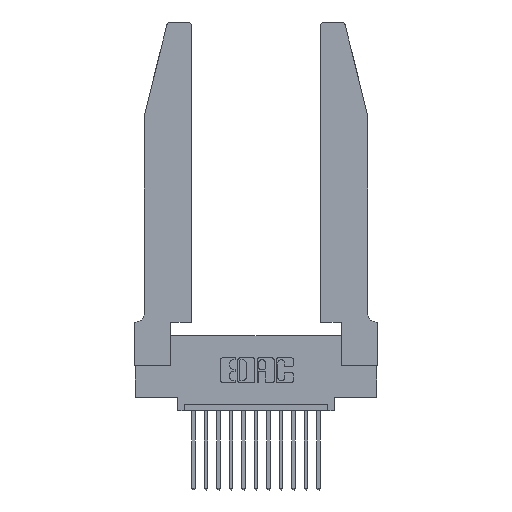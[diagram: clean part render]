
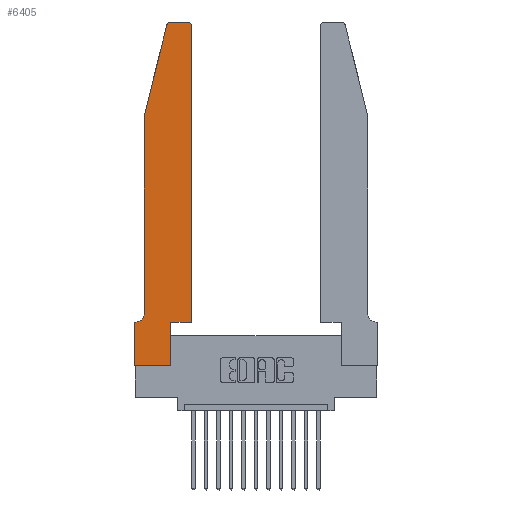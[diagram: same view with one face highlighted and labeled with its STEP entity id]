
A CAD part, top view. The second image highlights one B-rep face of the part: STEP entity #6405.
In plain terms, the highlighted planar face has unit normal (0, 0, 1).
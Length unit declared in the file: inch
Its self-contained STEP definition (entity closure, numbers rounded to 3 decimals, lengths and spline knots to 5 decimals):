
#42 = EDGE_CURVE ( 'NONE', #4646, #14315, #9846, .T. ) ;
#98 = VERTEX_POINT ( 'NONE', #826 ) ;
#210 = AXIS2_PLACEMENT_3D ( 'NONE', #662, #15268, #3232 ) ;
#494 = LINE ( 'NONE', #14750, #7222 ) ;
#662 = CARTESIAN_POINT ( 'NONE',  ( 0.284, 2.72, 0.37 ) ) ;
#826 = CARTESIAN_POINT ( 'NONE',  ( 0.284, 2.75, 0.37 ) ) ;
#1057 = CARTESIAN_POINT ( 'NONE',  ( 0.4205, 2.72, 0.37 ) ) ;
#1128 = EDGE_CURVE ( 'NONE', #14671, #3631, #15402, .T. ) ;
#1313 = ORIENTED_EDGE ( 'NONE', *, *, #8285, .T. ) ;
#1339 = DIRECTION ( 'NONE',  ( 0., 0., 1. ) ) ;
#1474 = VECTOR ( 'NONE', #3156, 39.37008 ) ;
#1612 = VECTOR ( 'NONE', #14441, 39.37008 ) ;
#1793 = AXIS2_PLACEMENT_3D ( 'NONE', #2297, #14092, #3397 ) ;
#2297 = CARTESIAN_POINT ( 'NONE',  ( 0., 0.35, 0.37 ) ) ;
#2618 = EDGE_CURVE ( 'NONE', #3326, #16652, #13665, .T. ) ;
#2711 = CARTESIAN_POINT ( 'NONE',  ( 0.0755, 2., 0.37 ) ) ;
#2991 = ORIENTED_EDGE ( 'NONE', *, *, #42, .T. ) ;
#3086 = ORIENTED_EDGE ( 'NONE', *, *, #13505, .T. ) ;
#3156 = DIRECTION ( 'NONE',  ( -1., 0., 0. ) ) ;
#3232 = DIRECTION ( 'NONE',  ( 1., 0., 0. ) ) ;
#3326 = VERTEX_POINT ( 'NONE', #3617 ) ;
#3385 = LINE ( 'NONE', #4260, #1474 ) ;
#3397 = DIRECTION ( 'NONE',  ( 1., 0., 0. ) ) ;
#3493 = CARTESIAN_POINT ( 'NONE',  ( 0., 0., 0.37 ) ) ;
#3552 = DIRECTION ( 'NONE',  ( 0., -1., 0. ) ) ;
#3578 = VERTEX_POINT ( 'NONE', #12190 ) ;
#3617 = CARTESIAN_POINT ( 'NONE',  ( 0.2865, 0.35, 0.37 ) ) ;
#3631 = VERTEX_POINT ( 'NONE', #13536 ) ;
#3909 = CARTESIAN_POINT ( 'NONE',  ( 0.2865, 0., 0.37 ) ) ;
#3946 = DIRECTION ( 'NONE',  ( 1., 0., 0. ) ) ;
#4260 = CARTESIAN_POINT ( 'NONE',  ( 0.0755, 0.35, 0.37 ) ) ;
#4646 = VERTEX_POINT ( 'NONE', #9947 ) ;
#5161 = CARTESIAN_POINT ( 'NONE',  ( 0., 0., 0.37 ) ) ;
#5465 = ORIENTED_EDGE ( 'NONE', *, *, #16167, .T. ) ;
#5547 = VERTEX_POINT ( 'NONE', #12028 ) ;
#5817 = EDGE_CURVE ( 'NONE', #11014, #3326, #17123, .T. ) ;
#6022 = LINE ( 'NONE', #5161, #1612 ) ;
#6177 = CIRCLE ( 'NONE', #210, 0.03 ) ;
#6405 = ADVANCED_FACE ( 'NONE', ( #16286 ), #8886, .T. ) ;
#6669 = DIRECTION ( 'NONE',  ( -1., 0., 0. ) ) ;
#6705 = ORIENTED_EDGE ( 'NONE', *, *, #12335, .T. ) ;
#6841 = ORIENTED_EDGE ( 'NONE', *, *, #9616, .T. ) ;
#7005 = VECTOR ( 'NONE', #3552, 39.37008 ) ;
#7222 = VECTOR ( 'NONE', #12179, 39.37008 ) ;
#7441 = DIRECTION ( 'NONE',  ( -0.239, -0.971, 0. ) ) ;
#7516 = AXIS2_PLACEMENT_3D ( 'NONE', #9466, #14846, #16146 ) ;
#7847 = ORIENTED_EDGE ( 'NONE', *, *, #5817, .T. ) ;
#8192 = LINE ( 'NONE', #14821, #14525 ) ;
#8285 = EDGE_CURVE ( 'NONE', #16652, #8545, #8192, .T. ) ;
#8545 = VERTEX_POINT ( 'NONE', #9602 ) ;
#8801 = AXIS2_PLACEMENT_3D ( 'NONE', #1057, #1339, #3946 ) ;
#8868 = CARTESIAN_POINT ( 'NONE',  ( 0.0755, 2., 0.37 ) ) ;
#8886 = PLANE ( 'NONE',  #1793 ) ;
#8998 = VECTOR ( 'NONE', #6669, 39.37008 ) ;
#9325 = VERTEX_POINT ( 'NONE', #14511 ) ;
#9327 = EDGE_CURVE ( 'NONE', #9325, #98, #12591, .T. ) ;
#9466 = CARTESIAN_POINT ( 'NONE',  ( 0.0055, 0.42, 0.37 ) ) ;
#9602 = CARTESIAN_POINT ( 'NONE',  ( 0.4505, 2.72, 0.37 ) ) ;
#9616 = EDGE_CURVE ( 'NONE', #3578, #14671, #3385, .T. ) ;
#9632 = VECTOR ( 'NONE', #12575, 39.37008 ) ;
#9723 = ORIENTED_EDGE ( 'NONE', *, *, #16296, .T. ) ;
#9846 = LINE ( 'NONE', #8868, #17013 ) ;
#9947 = CARTESIAN_POINT ( 'NONE',  ( 0.25487, 2.72718, 0.37 ) ) ;
#10201 = ORIENTED_EDGE ( 'NONE', *, *, #15044, .T. ) ;
#10558 = CIRCLE ( 'NONE', #8801, 0.03 ) ;
#11014 = VERTEX_POINT ( 'NONE', #3909 ) ;
#11199 = CARTESIAN_POINT ( 'NONE',  ( 0.4505, 0.35, 0.37 ) ) ;
#11820 = ORIENTED_EDGE ( 'NONE', *, *, #2618, .T. ) ;
#12028 = CARTESIAN_POINT ( 'NONE',  ( 0.0755, 0.42, 0.37 ) ) ;
#12179 = DIRECTION ( 'NONE',  ( 0., -1., 0. ) ) ;
#12190 = CARTESIAN_POINT ( 'NONE',  ( 0.0055, 0.35, 0.37 ) ) ;
#12335 = EDGE_CURVE ( 'NONE', #3631, #11014, #6022, .T. ) ;
#12430 = DIRECTION ( 'NONE',  ( 0., 1., 0. ) ) ;
#12525 = VECTOR ( 'NONE', #12430, 39.37008 ) ;
#12575 = DIRECTION ( 'NONE',  ( 1., 0., 0. ) ) ;
#12591 = LINE ( 'NONE', #13007, #8998 ) ;
#13007 = CARTESIAN_POINT ( 'NONE',  ( 0.2605, 2.75, 0.37 ) ) ;
#13395 = CARTESIAN_POINT ( 'NONE',  ( 0.4505, 0.35, 0.37 ) ) ;
#13502 = ORIENTED_EDGE ( 'NONE', *, *, #1128, .T. ) ;
#13505 = EDGE_CURVE ( 'NONE', #8545, #9325, #10558, .T. ) ;
#13536 = CARTESIAN_POINT ( 'NONE',  ( 0., 0., 0.37 ) ) ;
#13665 = LINE ( 'NONE', #11199, #9632 ) ;
#14092 = DIRECTION ( 'NONE',  ( 0., 0., 1. ) ) ;
#14149 = CARTESIAN_POINT ( 'NONE',  ( 0., 0.35, 0.37 ) ) ;
#14315 = VERTEX_POINT ( 'NONE', #2711 ) ;
#14441 = DIRECTION ( 'NONE',  ( 1., 0., 0. ) ) ;
#14511 = CARTESIAN_POINT ( 'NONE',  ( 0.4205, 2.75, 0.37 ) ) ;
#14525 = VECTOR ( 'NONE', #16235, 39.37008 ) ;
#14671 = VERTEX_POINT ( 'NONE', #14149 ) ;
#14750 = CARTESIAN_POINT ( 'NONE',  ( 0.0755, 2., 0.37 ) ) ;
#14821 = CARTESIAN_POINT ( 'NONE',  ( 0.4505, 0.35, 0.37 ) ) ;
#14846 = DIRECTION ( 'NONE',  ( 0., 0., -1. ) ) ;
#15000 = ORIENTED_EDGE ( 'NONE', *, *, #9327, .T. ) ;
#15044 = EDGE_CURVE ( 'NONE', #5547, #3578, #16700, .T. ) ;
#15268 = DIRECTION ( 'NONE',  ( 0., 0., 1. ) ) ;
#15402 = LINE ( 'NONE', #3493, #7005 ) ;
#15532 = EDGE_LOOP ( 'NONE', ( #15000, #9723, #2991, #5465, #10201, #6841, #13502, #6705, #7847, #11820, #1313, #3086 ) ) ;
#16146 = DIRECTION ( 'NONE',  ( -1., 0., 0. ) ) ;
#16167 = EDGE_CURVE ( 'NONE', #14315, #5547, #494, .T. ) ;
#16235 = DIRECTION ( 'NONE',  ( 0., 1., 0. ) ) ;
#16286 = FACE_OUTER_BOUND ( 'NONE', #15532, .T. ) ;
#16296 = EDGE_CURVE ( 'NONE', #98, #4646, #6177, .T. ) ;
#16542 = CARTESIAN_POINT ( 'NONE',  ( 0.2865, 0.35, 0.37 ) ) ;
#16652 = VERTEX_POINT ( 'NONE', #13395 ) ;
#16700 = CIRCLE ( 'NONE', #7516, 0.07 ) ;
#17013 = VECTOR ( 'NONE', #7441, 39.37008 ) ;
#17123 = LINE ( 'NONE', #16542, #12525 ) ;
